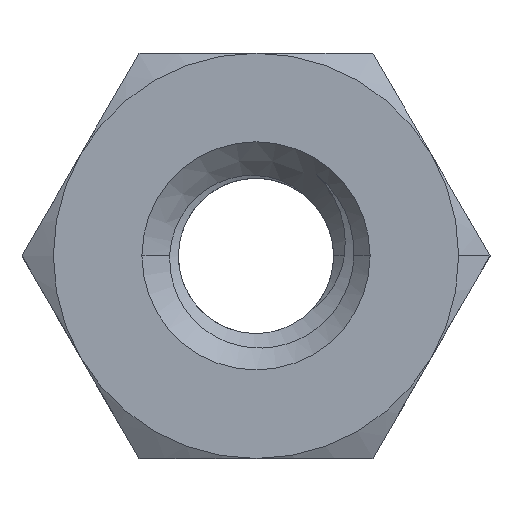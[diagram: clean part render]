
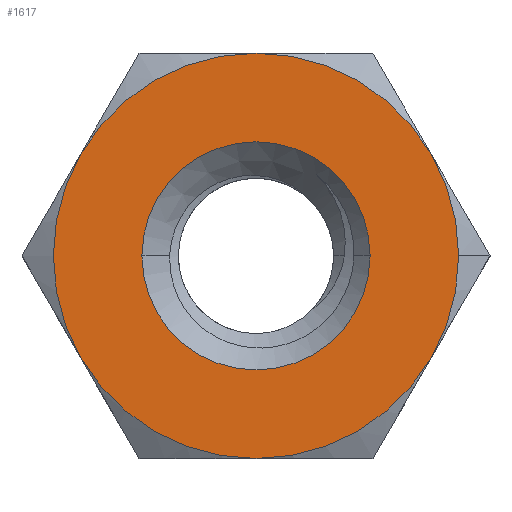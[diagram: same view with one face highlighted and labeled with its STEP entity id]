
A CAD part, top view. The second image highlights one B-rep face of the part: STEP entity #1617.
In plain terms, the highlighted planar face has unit normal (0, 0, 1).
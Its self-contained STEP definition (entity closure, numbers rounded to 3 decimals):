
#25 = AXIS2_PLACEMENT_3D ( 'NONE', #675, #1294, #428 ) ;
#45 = CARTESIAN_POINT ( 'NONE',  ( 0., 2.5, 2. ) ) ;
#61 = ORIENTED_EDGE ( 'NONE', *, *, #1066, .T. ) ;
#73 = AXIS2_PLACEMENT_3D ( 'NONE', #1350, #988, #203 ) ;
#107 = CARTESIAN_POINT ( 'NONE',  ( 0., -2.5, 2. ) ) ;
#122 = CARTESIAN_POINT ( 'NONE',  ( 2.5, 0., 2. ) ) ;
#128 = FACE_OUTER_BOUND ( 'NONE', #878, .T. ) ;
#171 = DIRECTION ( 'NONE',  ( 1., 0., 0. ) ) ;
#188 = VERTEX_POINT ( 'NONE', #1513 ) ;
#203 = DIRECTION ( 'NONE',  ( 1., 0., 0. ) ) ;
#227 = EDGE_CURVE ( 'NONE', #273, #1018, #805, .T. ) ;
#237 = VERTEX_POINT ( 'NONE', #107 ) ;
#250 = CARTESIAN_POINT ( 'NONE',  ( 0., 0., 2. ) ) ;
#258 = CARTESIAN_POINT ( 'NONE',  ( -2.165, 1.25, 2. ) ) ;
#261 = CARTESIAN_POINT ( 'NONE',  ( 0., 0., 2. ) ) ;
#273 = VERTEX_POINT ( 'NONE', #529 ) ;
#307 = VERTEX_POINT ( 'NONE', #258 ) ;
#309 = CARTESIAN_POINT ( 'NONE',  ( 0., 0., 2. ) ) ;
#339 = ORIENTED_EDGE ( 'NONE', *, *, #1575, .T. ) ;
#373 = ORIENTED_EDGE ( 'NONE', *, *, #1615, .T. ) ;
#380 = AXIS2_PLACEMENT_3D ( 'NONE', #309, #953, #1323 ) ;
#393 = DIRECTION ( 'NONE',  ( 1., 0., 0. ) ) ;
#399 = ORIENTED_EDGE ( 'NONE', *, *, #511, .T. ) ;
#428 = DIRECTION ( 'NONE',  ( 1., 0., 0. ) ) ;
#490 = DIRECTION ( 'NONE',  ( 1., 0., 0. ) ) ;
#493 = AXIS2_PLACEMENT_3D ( 'NONE', #799, #924, #393 ) ;
#494 = ORIENTED_EDGE ( 'NONE', *, *, #766, .T. ) ;
#511 = EDGE_CURVE ( 'NONE', #1637, #1000, #686, .T. ) ;
#519 = DIRECTION ( 'NONE',  ( 1., 0., 0. ) ) ;
#529 = CARTESIAN_POINT ( 'NONE',  ( 1.408, 0., 2. ) ) ;
#539 = CIRCLE ( 'NONE', #673, 1.408 ) ;
#544 = CARTESIAN_POINT ( 'NONE',  ( -1.408, 0., 2. ) ) ;
#549 = ORIENTED_EDGE ( 'NONE', *, *, #1355, .T. ) ;
#559 = CIRCLE ( 'NONE', #1199, 2.5 ) ;
#579 = EDGE_LOOP ( 'NONE', ( #1594, #549 ) ) ;
#650 = CARTESIAN_POINT ( 'NONE',  ( 0., 0., 2. ) ) ;
#673 = AXIS2_PLACEMENT_3D ( 'NONE', #1614, #885, #490 ) ;
#674 = PLANE ( 'NONE',  #493 ) ;
#675 = CARTESIAN_POINT ( 'NONE',  ( 0., 0., 2. ) ) ;
#686 = CIRCLE ( 'NONE', #73, 2.5 ) ;
#734 = DIRECTION ( 'NONE',  ( 1., 0., 0. ) ) ;
#752 = VERTEX_POINT ( 'NONE', #45 ) ;
#766 = EDGE_CURVE ( 'NONE', #1038, #752, #1093, .T. ) ;
#799 = CARTESIAN_POINT ( 'NONE',  ( 0., 0., 2. ) ) ;
#805 = CIRCLE ( 'NONE', #1585, 1.408 ) ;
#834 = DIRECTION ( 'NONE',  ( 0., 0., 1. ) ) ;
#868 = DIRECTION ( 'NONE',  ( 0., 0., 1. ) ) ;
#878 = EDGE_LOOP ( 'NONE', ( #399, #373, #494, #339, #1108, #986, #61 ) ) ;
#885 = DIRECTION ( 'NONE',  ( 0., 0., -1. ) ) ;
#896 = DIRECTION ( 'NONE',  ( 1., 0., 0. ) ) ;
#924 = DIRECTION ( 'NONE',  ( 0., 0., 1. ) ) ;
#951 = EDGE_CURVE ( 'NONE', #188, #237, #1613, .T. ) ;
#953 = DIRECTION ( 'NONE',  ( 0., 0., 1. ) ) ;
#959 = AXIS2_PLACEMENT_3D ( 'NONE', #1327, #834, #171 ) ;
#986 = ORIENTED_EDGE ( 'NONE', *, *, #951, .T. ) ;
#988 = DIRECTION ( 'NONE',  ( 0., 0., 1. ) ) ;
#1000 = VERTEX_POINT ( 'NONE', #122 ) ;
#1018 = VERTEX_POINT ( 'NONE', #544 ) ;
#1038 = VERTEX_POINT ( 'NONE', #1175 ) ;
#1066 = EDGE_CURVE ( 'NONE', #237, #1637, #1576, .T. ) ;
#1091 = CIRCLE ( 'NONE', #959, 2.5 ) ;
#1093 = CIRCLE ( 'NONE', #1463, 2.5 ) ;
#1108 = ORIENTED_EDGE ( 'NONE', *, *, #1155, .T. ) ;
#1124 = CIRCLE ( 'NONE', #380, 2.5 ) ;
#1155 = EDGE_CURVE ( 'NONE', #307, #188, #1124, .T. ) ;
#1175 = CARTESIAN_POINT ( 'NONE',  ( 2.165, 1.25, 2. ) ) ;
#1199 = AXIS2_PLACEMENT_3D ( 'NONE', #261, #1265, #1409 ) ;
#1265 = DIRECTION ( 'NONE',  ( 0., 0., 1. ) ) ;
#1271 = FACE_BOUND ( 'NONE', #579, .T. ) ;
#1294 = DIRECTION ( 'NONE',  ( 0., 0., 1. ) ) ;
#1323 = DIRECTION ( 'NONE',  ( 1., 0., 0. ) ) ;
#1327 = CARTESIAN_POINT ( 'NONE',  ( 0., 0., 2. ) ) ;
#1350 = CARTESIAN_POINT ( 'NONE',  ( 0., 0., 2. ) ) ;
#1355 = EDGE_CURVE ( 'NONE', #1018, #273, #539, .T. ) ;
#1361 = CARTESIAN_POINT ( 'NONE',  ( 0., 0., 2. ) ) ;
#1398 = AXIS2_PLACEMENT_3D ( 'NONE', #650, #1636, #519 ) ;
#1399 = CARTESIAN_POINT ( 'NONE',  ( 2.165, -1.25, 2. ) ) ;
#1409 = DIRECTION ( 'NONE',  ( 1., 0., 0. ) ) ;
#1463 = AXIS2_PLACEMENT_3D ( 'NONE', #1361, #868, #734 ) ;
#1506 = DIRECTION ( 'NONE',  ( 0., 0., -1. ) ) ;
#1513 = CARTESIAN_POINT ( 'NONE',  ( -2.165, -1.25, 2. ) ) ;
#1575 = EDGE_CURVE ( 'NONE', #752, #307, #1091, .T. ) ;
#1576 = CIRCLE ( 'NONE', #25, 2.5 ) ;
#1585 = AXIS2_PLACEMENT_3D ( 'NONE', #250, #1506, #896 ) ;
#1594 = ORIENTED_EDGE ( 'NONE', *, *, #227, .T. ) ;
#1613 = CIRCLE ( 'NONE', #1398, 2.5 ) ;
#1614 = CARTESIAN_POINT ( 'NONE',  ( 0., 0., 2. ) ) ;
#1615 = EDGE_CURVE ( 'NONE', #1000, #1038, #559, .T. ) ;
#1617 = ADVANCED_FACE ( 'NONE', ( #1271, #128 ), #674, .T. ) ;
#1636 = DIRECTION ( 'NONE',  ( 0., 0., 1. ) ) ;
#1637 = VERTEX_POINT ( 'NONE', #1399 ) ;
